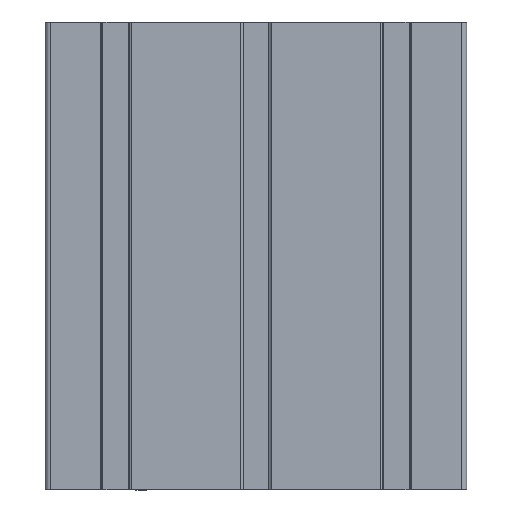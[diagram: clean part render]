
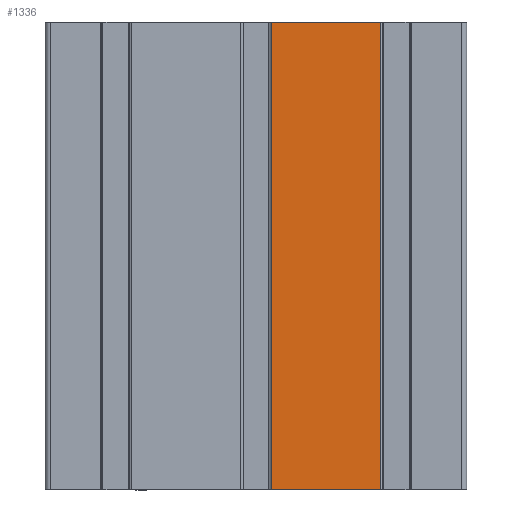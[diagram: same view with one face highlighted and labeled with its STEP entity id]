
A CAD part, front view. The second image highlights one B-rep face of the part: STEP entity #1336.
In plain terms, the highlighted planar face has unit normal (0, -1, 0).
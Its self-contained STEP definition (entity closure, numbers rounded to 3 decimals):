
#1099 = AXIS2_PLACEMENT_3D ( 'NONE', #11620, #11573, #11529 ) ;
#1285 = VERTEX_POINT ( 'NONE', #12923 ) ;
#1336 = ADVANCED_FACE ( 'NONE', ( #6648 ), #11669, .F. ) ;
#1523 = CARTESIAN_POINT ( 'NONE',  ( 7723.893, 1865.818, 100. ) ) ;
#1576 = CARTESIAN_POINT ( 'NONE',  ( 7723.893, 1865.818, 0. ) ) ;
#1714 = CARTESIAN_POINT ( 'NONE',  ( 7747.293, 1865.818, 0. ) ) ;
#2710 = VECTOR ( 'NONE', #9613, 1000. ) ;
#2820 = DIRECTION ( 'NONE',  ( 0., 0., -1. ) ) ;
#3078 = LINE ( 'NONE', #1523, #11750 ) ;
#3128 = LINE ( 'NONE', #5175, #9214 ) ;
#3369 = CARTESIAN_POINT ( 'NONE',  ( 7723.893, 1865.818, 100. ) ) ;
#3665 = VERTEX_POINT ( 'NONE', #3369 ) ;
#5175 = CARTESIAN_POINT ( 'NONE',  ( 7723.893, 1865.818, 100. ) ) ;
#5530 = EDGE_CURVE ( 'NONE', #3665, #14268, #3078, .T. ) ;
#5558 = EDGE_CURVE ( 'NONE', #1285, #10447, #5752, .T. ) ;
#5752 = LINE ( 'NONE', #1576, #2710 ) ;
#6179 = VECTOR ( 'NONE', #2820, 1000. ) ;
#6226 = CARTESIAN_POINT ( 'NONE',  ( 7747.293, 1865.818, 100. ) ) ;
#6648 = FACE_OUTER_BOUND ( 'NONE', #13167, .T. ) ;
#7246 = DIRECTION ( 'NONE',  ( 1., 0., 0. ) ) ;
#7772 = ORIENTED_EDGE ( 'NONE', *, *, #5558, .T. ) ;
#9214 = VECTOR ( 'NONE', #14218, 1000. ) ;
#9613 = DIRECTION ( 'NONE',  ( 1., 0., 0. ) ) ;
#10447 = VERTEX_POINT ( 'NONE', #1714 ) ;
#10474 = ORIENTED_EDGE ( 'NONE', *, *, #12052, .F. ) ;
#11529 = DIRECTION ( 'NONE',  ( 0., 0., 1. ) ) ;
#11573 = DIRECTION ( 'NONE',  ( 0., 1., 0. ) ) ;
#11620 = CARTESIAN_POINT ( 'NONE',  ( 7723.893, 1865.818, 100. ) ) ;
#11669 = PLANE ( 'NONE',  #1099 ) ;
#11750 = VECTOR ( 'NONE', #7246, 1000. ) ;
#12012 = EDGE_CURVE ( 'NONE', #14268, #10447, #12141, .T. ) ;
#12052 = EDGE_CURVE ( 'NONE', #1285, #3665, #3128, .T. ) ;
#12141 = LINE ( 'NONE', #6226, #6179 ) ;
#12707 = ORIENTED_EDGE ( 'NONE', *, *, #12012, .F. ) ;
#12923 = CARTESIAN_POINT ( 'NONE',  ( 7723.893, 1865.818, 0. ) ) ;
#13080 = ORIENTED_EDGE ( 'NONE', *, *, #5530, .F. ) ;
#13167 = EDGE_LOOP ( 'NONE', ( #12707, #13080, #10474, #7772 ) ) ;
#13706 = CARTESIAN_POINT ( 'NONE',  ( 7747.293, 1865.818, 100. ) ) ;
#14218 = DIRECTION ( 'NONE',  ( 0., 0., 1. ) ) ;
#14268 = VERTEX_POINT ( 'NONE', #13706 ) ;
